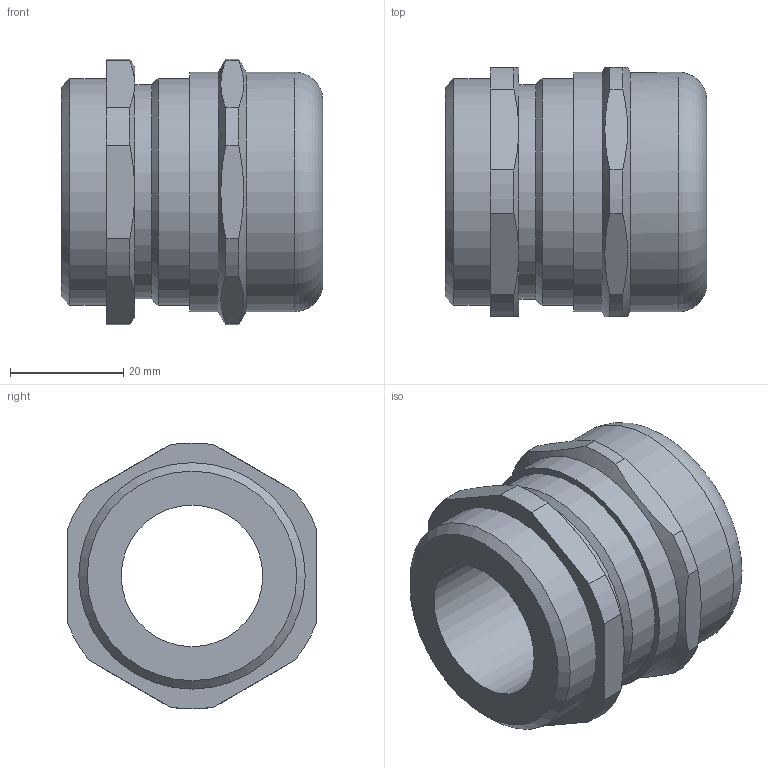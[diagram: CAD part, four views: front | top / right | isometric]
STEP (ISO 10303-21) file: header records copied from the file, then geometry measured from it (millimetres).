
FILE_DESCRIPTION(/* description */ (''),/* implementation_level */ '2;1');
FILE_NAME(/* name */ 'n 16 400 0126nxc001-01.stp',/* time_stamp */ '2021-02-16T07:38:15+01:00',/* author */ (''),/* organization */ (''),/* preprocessor_version */ 'ST-DEVELOPER v16.7',/* originating_system */ 'SIEMENS PLM Software NX 12.0',/* authorisation */ '');
FILE_SCHEMA (('AUTOMOTIVE_DESIGN { 1 0 10303 214 3 1 1 1 }'));
Length unit declared in the file: millimetre
Products named in the file (1): n 16 400 0126nxc001-01
Bounding box: 46.2 x 44 x 46.96 mm (x, y, z)
Volume: 40326.1 mm3; surface area: 12306.1 mm2
Topology: 1 solids, 1 shells, 46 faces, 113 edges, 72 vertices
Faces by surface type: cylinder 18, plane 17, cone 10, torus 1
Full cylindrical faces by diameter (mm): 25 x1, 37.8 x1, 40 x2, 42.3 x2
Entity records: 1346 total; most frequent: CARTESIAN_POINT 309, DIRECTION 212, ORIENTED_EDGE 196, EDGE_CURVE 98, AXIS2_PLACEMENT_3D 91, VERTEX_POINT 68, EDGE_LOOP 62, ADVANCED_FACE 46
